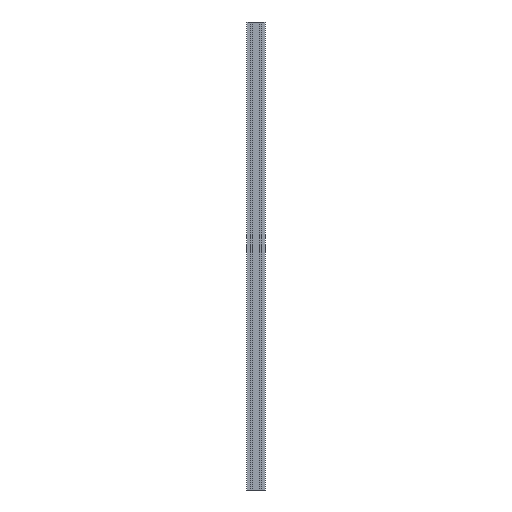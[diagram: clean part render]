
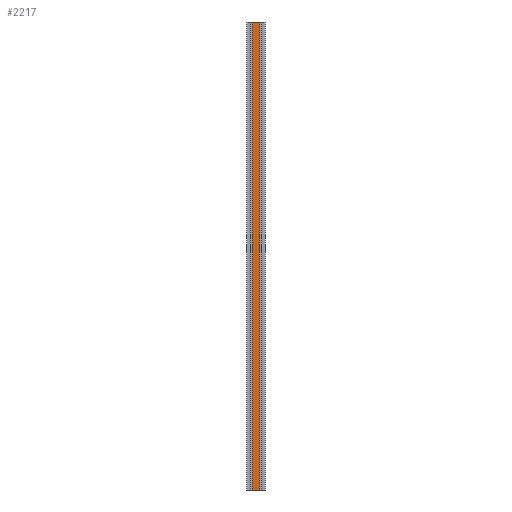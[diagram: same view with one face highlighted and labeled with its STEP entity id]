
A CAD part, front view. The second image highlights one B-rep face of the part: STEP entity #2217.
In plain terms, the highlighted planar face has unit normal (0, -1, 0).
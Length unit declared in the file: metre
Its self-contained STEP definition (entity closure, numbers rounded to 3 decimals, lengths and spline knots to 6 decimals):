
#167=FACE_OUTER_BOUND('',#281,.T.);
#281=EDGE_LOOP('',(#1700,#1701,#1702,#1703));
#503=LINE('',#3434,#779);
#504=LINE('',#3437,#780);
#505=LINE('',#3439,#781);
#506=LINE('',#3440,#782);
#779=VECTOR('',#2814,1.);
#780=VECTOR('',#2817,0.0157);
#781=VECTOR('',#2818,0.0157);
#782=VECTOR('',#2819,1.);
#1026=VERTEX_POINT('',#3430);
#1027=VERTEX_POINT('',#3432);
#1028=VERTEX_POINT('',#3436);
#1029=VERTEX_POINT('',#3438);
#1311=EDGE_CURVE('',#1026,#1027,#503,.T.);
#1312=EDGE_CURVE('',#1028,#1026,#504,.T.);
#1313=EDGE_CURVE('',#1029,#1027,#505,.T.);
#1314=EDGE_CURVE('',#1028,#1029,#506,.T.);
#1700=ORIENTED_EDGE('',*,*,#1312,.T.);
#1701=ORIENTED_EDGE('',*,*,#1311,.T.);
#1702=ORIENTED_EDGE('',*,*,#1313,.F.);
#1703=ORIENTED_EDGE('',*,*,#1314,.F.);
#2109=PLANE('',#2370);
#2217=ADVANCED_FACE('',(#167),#2109,.T.);
#2370=AXIS2_PLACEMENT_3D('',#3435,#2815,#2816);
#2814=DIRECTION('',(0.,0.,1.));
#2815=DIRECTION('center_axis',(0.,-1.,0.));
#2816=DIRECTION('ref_axis',(0.,0.,-1.));
#2817=DIRECTION('',(1.,0.,0.));
#2818=DIRECTION('',(1.,0.,0.));
#2819=DIRECTION('',(0.,0.,1.));
#3430=CARTESIAN_POINT('',(0.00785,-0.01,0.));
#3432=CARTESIAN_POINT('',(0.00785,-0.01,1.));
#3434=CARTESIAN_POINT('',(0.00785,-0.01,0.));
#3435=CARTESIAN_POINT('Origin',(-0.00785,-0.01,0.));
#3436=CARTESIAN_POINT('',(-0.00785,-0.01,0.));
#3437=CARTESIAN_POINT('',(-0.00785,-0.01,0.));
#3438=CARTESIAN_POINT('',(-0.00785,-0.01,1.));
#3439=CARTESIAN_POINT('',(-0.00785,-0.01,1.));
#3440=CARTESIAN_POINT('',(-0.00785,-0.01,0.));
